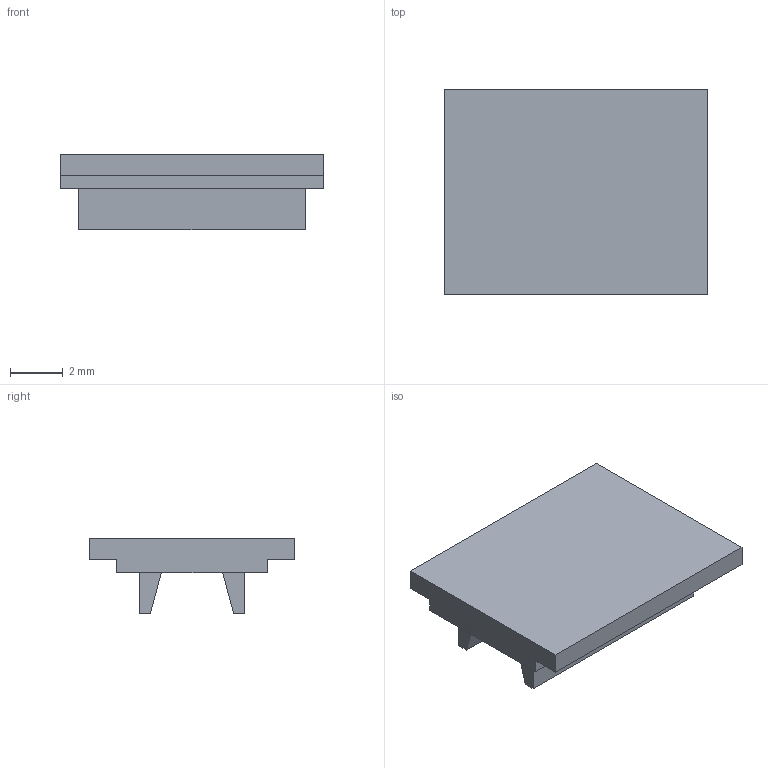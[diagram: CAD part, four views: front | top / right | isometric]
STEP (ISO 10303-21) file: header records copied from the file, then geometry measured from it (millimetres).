
FILE_DESCRIPTION(('CATIA V5 STEP','CAx-IF Rec.Pracs.--- Model Styling and Organization---1.4--- 2014-01-23'),'2;1');
FILE_NAME ('210020-8_0_2619890000_67793_WS-A_8X10_MM_WS_Simple3D.stp','2021-06-25T18:54:31+00:00',('none'),('Weidmueller'),'CATIA Version 5-6 Release 2016 SP3 HF44','CATIA V5 STEP AP214','none');
FILE_SCHEMA(('AUTOMOTIVE_DESIGN { 1 0 10303 214 1 1 1 1 }'));
Length unit declared in the file: millimetre
Products named in the file (1): 67793_WS-A_8X10_MM_WS
Bounding box: 10 x 7.8 x 2.86 mm (x, y, z)
Volume: 107.8 mm3; surface area: 251.6 mm2
Topology: 1 solids, 1 shells, 20 faces, 48 edges, 32 vertices
Faces by surface type: plane 20
Entity records: 573 total; most frequent: CARTESIAN_POINT 97, ORIENTED_EDGE 96, DIRECTION 80, VECTOR 48, EDGE_CURVE 48, LINE 48, VERTEX_POINT 32, EDGE_LOOP 22
